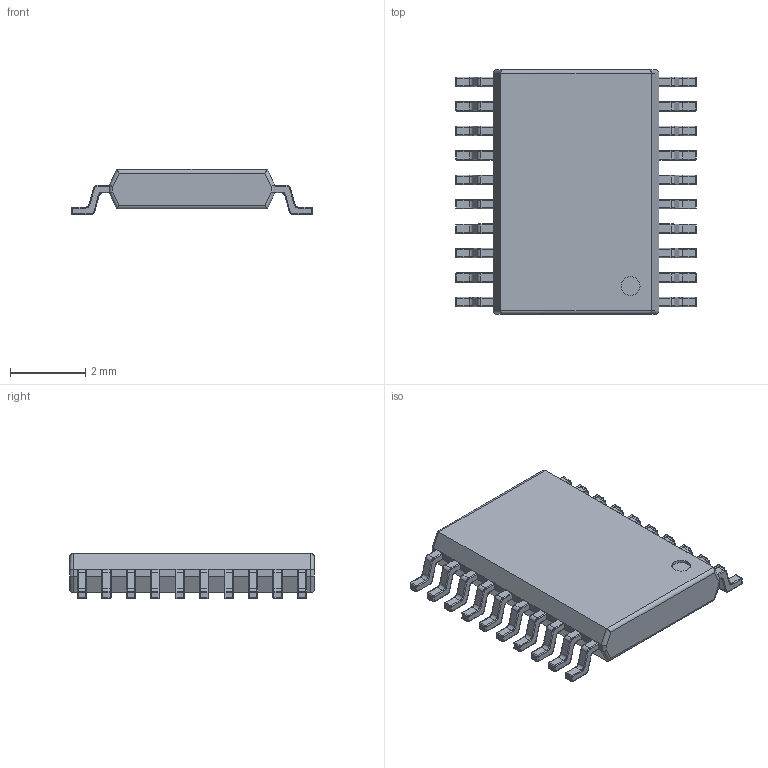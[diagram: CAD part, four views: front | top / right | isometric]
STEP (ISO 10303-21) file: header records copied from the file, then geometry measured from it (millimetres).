
FILE_DESCRIPTION(/* description */ (''),/* implementation_level */ '2;1');
FILE_NAME(/* name */ 'TSSOP20-6.5x6.4mm.stp',/* time_stamp */ '2020-04-01T15:24:12+02:00',/* author */ ('sawaiz'),/* organization */ (''),/* preprocessor_version */ 'ST-DEVELOPER v18',/* originating_system */ 'Autodesk Inventor 2020',/* authorisation */ '');
FILE_SCHEMA (('AUTOMOTIVE_DESIGN { 1 0 10303 214 3 1 1 }'));
Length unit declared in the file: millimetre
Products named in the file (1): SOIC-16-N
Bounding box: 6.4 x 6.5 x 1.2 mm (x, y, z)
Volume: 30.3 mm3; surface area: 101 mm2
Topology: 21 solids, 21 shells, 868 faces, 1901 edges, 1076 vertices
Faces by surface type: cylinder 417, plane 211, torus 160, sphere 80
Full cylindrical faces by diameter (mm): 0.5 x1
Entity records: 23694 total; most frequent: DIRECTION 4619, CARTESIAN_POINT 3846, ORIENTED_EDGE 3802, EDGE_CURVE 1901, AXIS2_PLACEMENT_3D 1849, VERTEX_POINT 1076, CIRCLE 964, LINE 921
